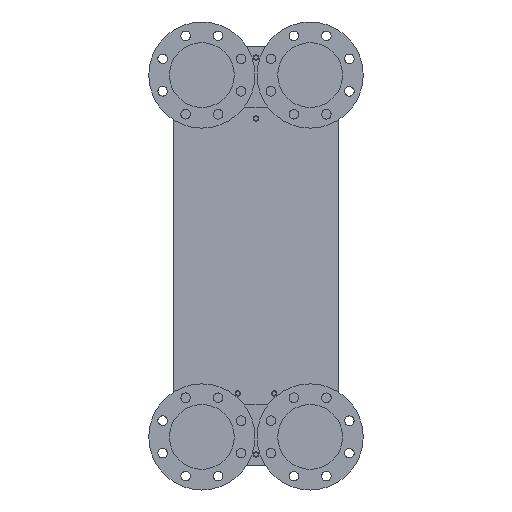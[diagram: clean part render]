
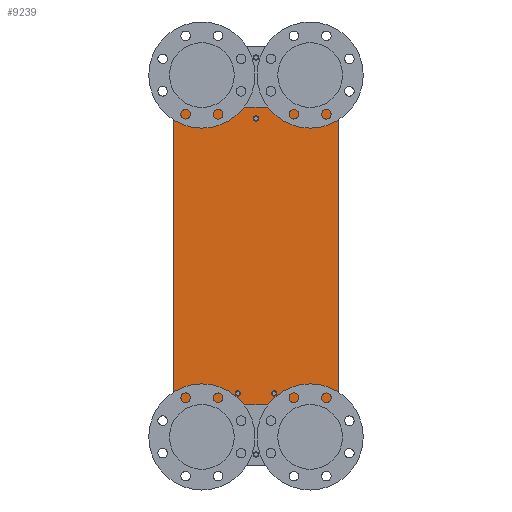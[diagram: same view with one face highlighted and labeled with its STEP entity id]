
A CAD part, front view. The second image highlights one B-rep face of the part: STEP entity #9239.
In plain terms, the highlighted planar face has unit normal (0, -1, 0).
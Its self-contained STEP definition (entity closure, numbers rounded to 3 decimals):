
#198=FACE_BOUND('',#3754,.T.);
#199=FACE_BOUND('',#3755,.T.);
#200=FACE_BOUND('',#3756,.T.);
#3023=PLANE('',#10480);
#3306=FACE_OUTER_BOUND('',#3753,.T.);
#3753=EDGE_LOOP('',(#8759,#8760,#8761,#8762));
#3754=EDGE_LOOP('',(#8763));
#3755=EDGE_LOOP('',(#8764));
#3756=EDGE_LOOP('',(#8765));
#4716=LINE('',#19061,#5676);
#4722=LINE('',#19120,#5682);
#4726=LINE('',#19130,#5686);
#4733=LINE('',#19144,#5693);
#5676=VECTOR('',#13754,10.);
#5682=VECTOR('',#13828,10.);
#5686=VECTOR('',#13838,10.);
#5693=VECTOR('',#13853,10.);
#6619=CIRCLE('',#10444,5.);
#6622=CIRCLE('',#10450,5.);
#6628=CIRCLE('',#10462,5.);
#7034=VERTEX_POINT('',#19058);
#7035=VERTEX_POINT('',#19060);
#7041=VERTEX_POINT('',#19079);
#7044=VERTEX_POINT('',#19088);
#7050=VERTEX_POINT('',#19106);
#7054=VERTEX_POINT('',#19119);
#7057=VERTEX_POINT('',#19129);
#7599=EDGE_CURVE('',#7034,#7035,#4716,.T.);
#7608=EDGE_CURVE('',#7041,#7041,#6619,.T.);
#7611=EDGE_CURVE('',#7044,#7044,#6622,.T.);
#7617=EDGE_CURVE('',#7050,#7050,#6628,.T.);
#7621=EDGE_CURVE('',#7034,#7054,#4722,.T.);
#7626=EDGE_CURVE('',#7057,#7035,#4726,.T.);
#7634=EDGE_CURVE('',#7057,#7054,#4733,.T.);
#8759=ORIENTED_EDGE('',*,*,#7621,.T.);
#8760=ORIENTED_EDGE('',*,*,#7634,.F.);
#8761=ORIENTED_EDGE('',*,*,#7626,.T.);
#8762=ORIENTED_EDGE('',*,*,#7599,.F.);
#8763=ORIENTED_EDGE('',*,*,#7611,.T.);
#8764=ORIENTED_EDGE('',*,*,#7608,.T.);
#8765=ORIENTED_EDGE('',*,*,#7617,.T.);
#9239=ADVANCED_FACE('',(#3306,#198,#199,#200),#3023,.F.);
#10444=AXIS2_PLACEMENT_3D('',#19080,#13774,#13775);
#10450=AXIS2_PLACEMENT_3D('',#19089,#13786,#13787);
#10462=AXIS2_PLACEMENT_3D('',#19107,#13810,#13811);
#10480=AXIS2_PLACEMENT_3D('',#19148,#13859,#13860);
#13754=DIRECTION('',(0.,0.,1.));
#13774=DIRECTION('center_axis',(0.,1.,0.));
#13775=DIRECTION('ref_axis',(1.,0.,0.));
#13786=DIRECTION('center_axis',(0.,1.,0.));
#13787=DIRECTION('ref_axis',(1.,0.,0.));
#13810=DIRECTION('center_axis',(0.,1.,0.));
#13811=DIRECTION('ref_axis',(1.,0.,0.));
#13828=DIRECTION('',(1.,0.,0.));
#13838=DIRECTION('',(-1.,0.,0.));
#13853=DIRECTION('',(0.,0.,-1.));
#13859=DIRECTION('center_axis',(0.,1.,0.));
#13860=DIRECTION('ref_axis',(-1.,0.,0.));
#19058=CARTESIAN_POINT('',(-155.,-2.,113.8));
#19060=CARTESIAN_POINT('',(-155.,-2.,674.2));
#19061=CARTESIAN_POINT('',(-155.,-2.,46.));
#19079=CARTESIAN_POINT('',(29.5,-2.,135.));
#19080=CARTESIAN_POINT('Origin',(34.5,-2.,135.));
#19088=CARTESIAN_POINT('',(-39.5,-2.,135.));
#19089=CARTESIAN_POINT('Origin',(-34.5,-2.,135.));
#19106=CARTESIAN_POINT('',(-5.,-2.,653.));
#19107=CARTESIAN_POINT('Origin',(0.,-2.,
653.));
#19119=CARTESIAN_POINT('',(155.,-2.,113.8));
#19120=CARTESIAN_POINT('',(77.5,-2.,113.8));
#19129=CARTESIAN_POINT('',(155.,-2.,674.2));
#19130=CARTESIAN_POINT('',(-77.5,-2.,674.2));
#19144=CARTESIAN_POINT('',(155.,-2.,742.));
#19148=CARTESIAN_POINT('Origin',(0.,-2.,
394.));
